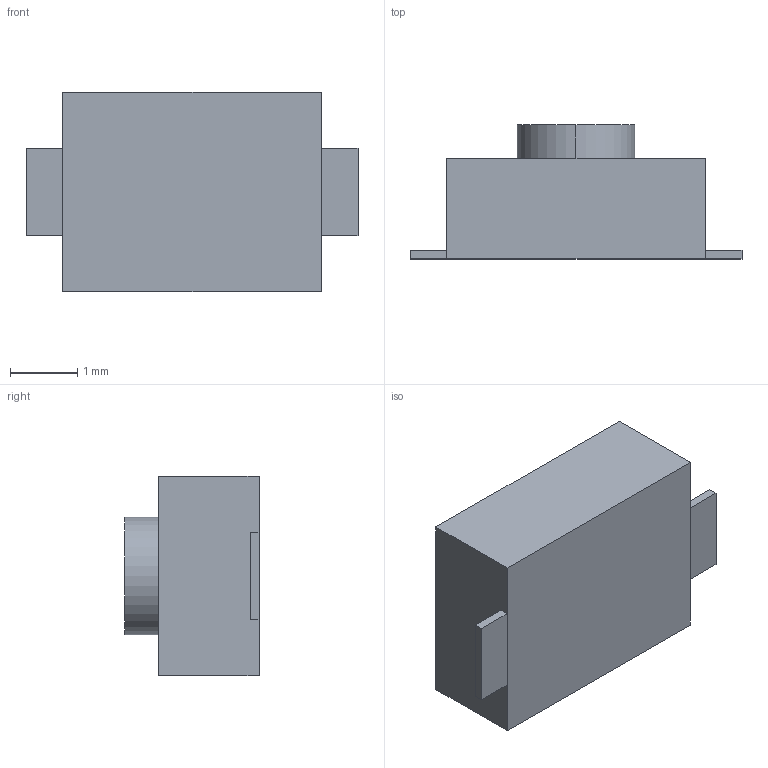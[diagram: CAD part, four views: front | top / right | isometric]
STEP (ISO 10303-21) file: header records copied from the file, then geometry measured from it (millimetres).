
FILE_DESCRIPTION (( 'STEP AP214' ), '1' );
FILE_NAME ('button_small.STEP', '2023-11-16T14:58:49', ( '' ), ( '' ), 'SwSTEP 2.0', 'SolidWorks 2023', '' );
FILE_SCHEMA (( 'AUTOMOTIVE_DESIGN' ));
Length unit declared in the file: millimetre
Products named in the file (1): button_small
Bounding box: 4.95 x 2 x 2.97 mm (x, y, z)
Volume: 18.6 mm3; surface area: 54.8 mm2
Topology: 4 solids, 4 shells, 22 faces, 42 edges, 28 vertices
Faces by surface type: plane 20, cylinder 2
Entity records: 600 total; most frequent: CARTESIAN_POINT 93, DIRECTION 92, ORIENTED_EDGE 84, EDGE_CURVE 42, LINE 38, VECTOR 38, VERTEX_POINT 28, AXIS2_PLACEMENT_3D 27
